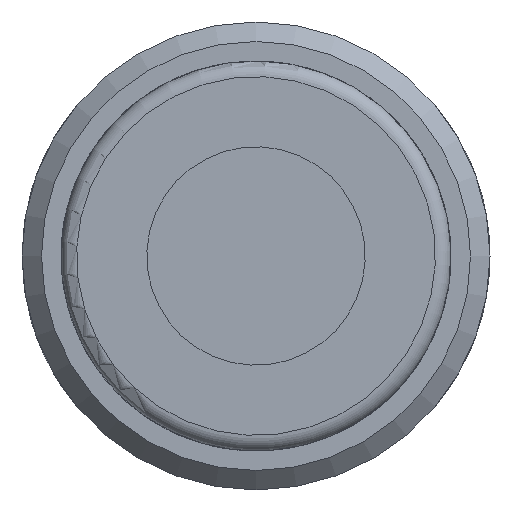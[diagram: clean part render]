
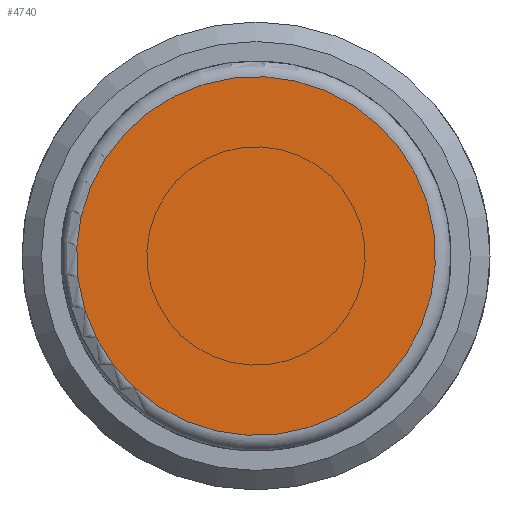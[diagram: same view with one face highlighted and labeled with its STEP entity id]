
A CAD part, left-side view. The second image highlights one B-rep face of the part: STEP entity #4740.
In plain terms, the highlighted planar face has unit normal (-1, 0, 0).
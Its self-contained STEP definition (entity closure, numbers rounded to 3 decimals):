
#4724=CARTESIAN_POINT('',(-17.9,0.685,1.334));
#4725=DIRECTION('',(-1.0,0.0,0.0));
#4726=DIRECTION('',(0.0,-0.89,0.457));
#4727=AXIS2_PLACEMENT_3D('',#4724,#4725,#4726);
#4728=PLANE('',#4727);
#4729=CARTESIAN_POINT('',(-17.9,2.101,4.092));
#4730=VERTEX_POINT('',#4729);
#4731=CARTESIAN_POINT('',(-17.9,0.,0.));
#4732=DIRECTION('',(1.0,0.,0.));
#4733=DIRECTION('',(0.,-0.457,-0.89));
#4734=AXIS2_PLACEMENT_3D('',#4731,#4732,#4733);
#4735=CIRCLE('',#4734,4.6);
#4736=EDGE_CURVE('',#4730,#4730,#4735,.T.);
#4737=ORIENTED_EDGE('',*,*,#4736,.F.);
#4738=EDGE_LOOP('',(#4737));
#4739=FACE_OUTER_BOUND('',#4738,.T.);
#4740=ADVANCED_FACE('',(#4739),#4728,.T.);
